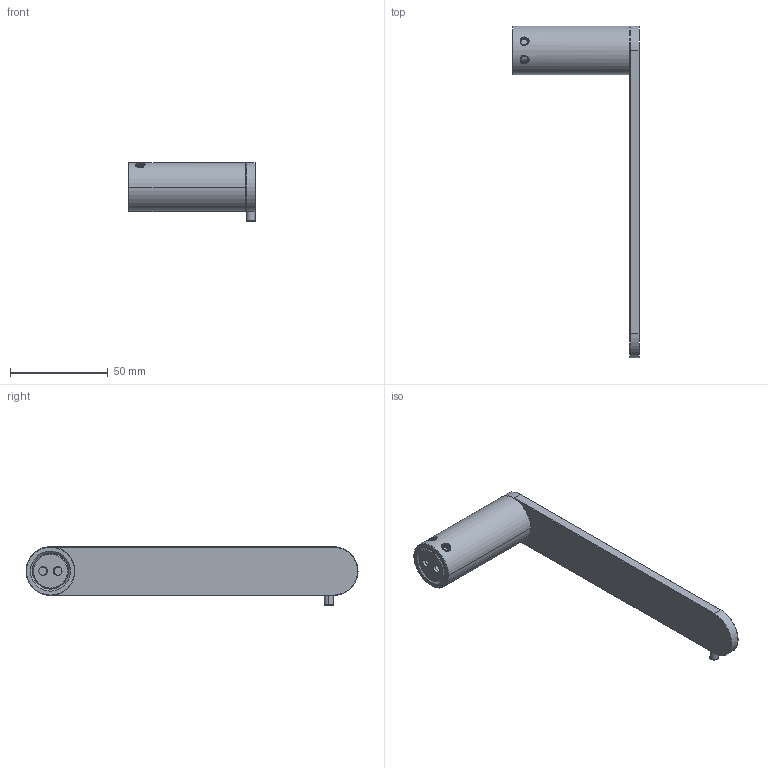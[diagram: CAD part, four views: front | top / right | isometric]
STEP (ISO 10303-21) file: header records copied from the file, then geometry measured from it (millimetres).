
FILE_DESCRIPTION((''),'2;1');
FILE_NAME('1G9002_ASM','2023-06-26T',('Administrator'),(''),'PRO/ENGINEER BY PARAMETRIC TECHNOLOGY CORPORATION, 2010280','PRO/ENGINEER BY PARAMETRIC TECHNOLOGY CORPORATION, 2010280','');
FILE_SCHEMA(('CONFIG_CONTROL_DESIGN'));
Length unit declared in the file: millimetre
Products named in the file (5): 2G9002-01CP; 2G9002-02CP; 2G9002-03CP; 2G9001-03NT; 1G9002_ASM
Assembly tree (4 placements, depth 2):
  1G9002_ASM
    2G9002-01CP
    2G9002-02CP
    2G9002-03CP
    2G9001-03NT
Bounding box: 65 x 170 x 30 mm (x, y, z)
Volume: 30234.3 mm3; surface area: 21753.3 mm2
Topology: 4 solids, 4 shells, 172 faces, 420 edges, 264 vertices
Faces by surface type: cylinder 86, bspline 36, cone 22, plane 18, torus 10
Entity records: 10197 total; most frequent: CARTESIAN_POINT 6387, ORIENTED_EDGE 840, DIRECTION 639, EDGE_CURVE 420, VERTEX_POINT 264, AXIS2_PLACEMENT_3D 253, EDGE_LOOP 192, B_SPLINE_CURVE_WITH_KNOTS 179
